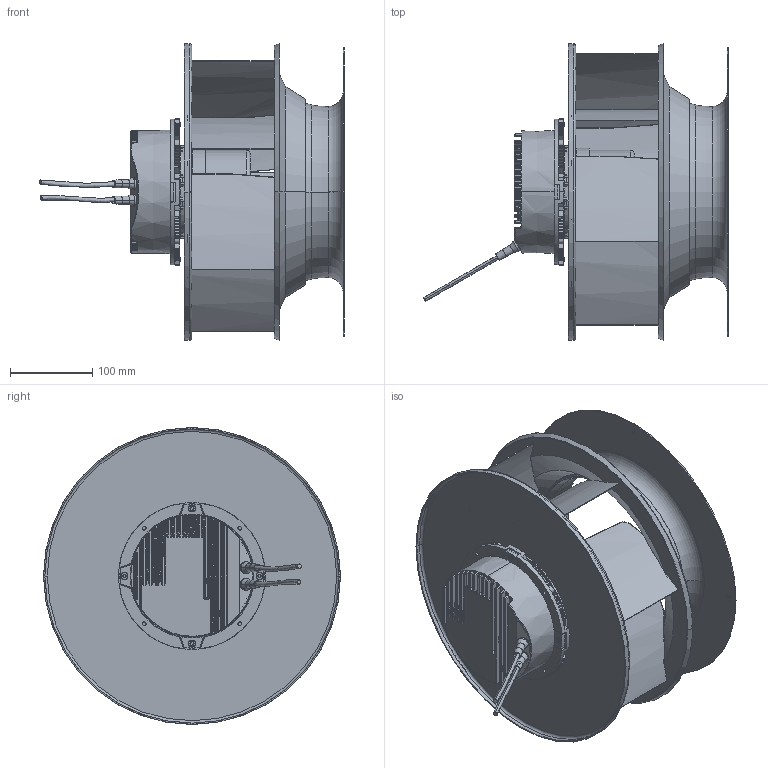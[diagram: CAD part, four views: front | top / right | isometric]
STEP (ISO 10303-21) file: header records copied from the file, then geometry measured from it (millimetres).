
FILE_DESCRIPTION((''),'2;1');
FILE_NAME('ASM0021_ASM','2017-11-06T',('CHESTER.YAN'),(''),'CREO PARAMETRIC BY PTC INC, 2015080','CREO PARAMETRIC BY PTC INC, 2015080','');
FILE_SCHEMA(('CONFIG_CONTROL_DESIGN'));
Products named in the file (7): PRT0012_1_2_1_1_2; PRT0012_1_ASM_1_1_2_ASM; ASM0013_ASM_1_ASM_1_1_2_ASM; ASM0014_ASM_1_1_2_ASM; PRT0016; 036_21R_NOZZLE; ASM0021_ASM
Assembly tree (6 placements, depth 5):
  ASM0021_ASM
    ASM0014_ASM_1_1_2_ASM
      ASM0013_ASM_1_ASM_1_1_2_ASM
        PRT0012_1_ASM_1_1_2_ASM
          PRT0012_1_2_1_1_2
    PRT0016
    036_21R_NOZZLE
Bounding box: 369.87 x 360.23 x 360.23 mm (x, y, z)
Volume: 1185181.6 mm3; surface area: 1001542.9 mm2
Topology: 3 solids, 8 shells, 2449 faces, 6524 edges, 3994 vertices
Faces by surface type: cylinder 797, plane 532, torus 439, bspline 321, cone 261, sphere 99
Entity records: 100218 total; most frequent: CARTESIAN_POINT 42606, ORIENTED_EDGE 12655, DIRECTION 11502, EDGE_CURVE 6430, AXIS2_PLACEMENT_3D 4854, VERTEX_POINT 3994, CIRCLE 2709, EDGE_LOOP 2574
